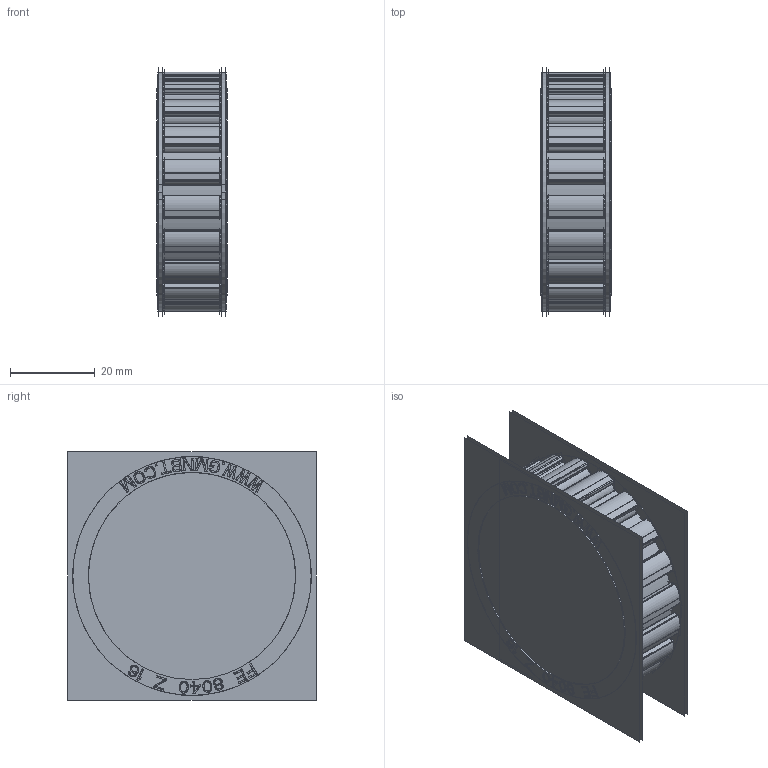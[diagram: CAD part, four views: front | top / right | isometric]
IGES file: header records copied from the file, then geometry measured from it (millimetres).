
Start section:  PTC IGES file: fe8040z16.igs
Global section: file name: fe8040z16.igs; native system: Creo Parametric by Parametric Technology Corporation; preprocessor: 2013150; author: sales 4; organization: Unknown; date: 20140324.142528; units: millimetre
Bounding box: 16.64 x 58.72 x 58.73 mm (x, y, z)
Volume: 10964.7 mm3; surface area: 144540.2 mm2
Topology: 21 solids, 21 shells, 2252 faces, 11594 edges, 14392 vertices
Faces by surface type: bspline 1600, revolution 652
